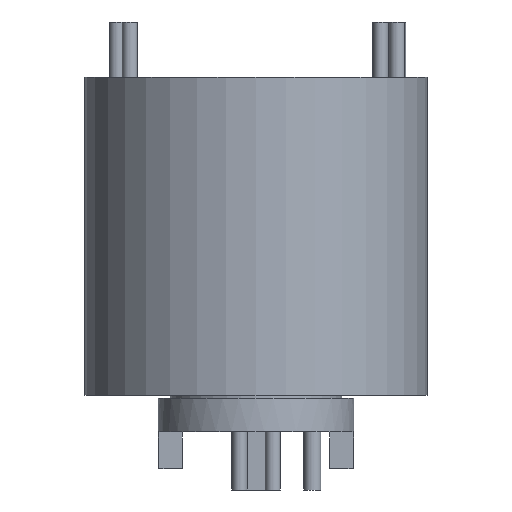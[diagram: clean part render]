
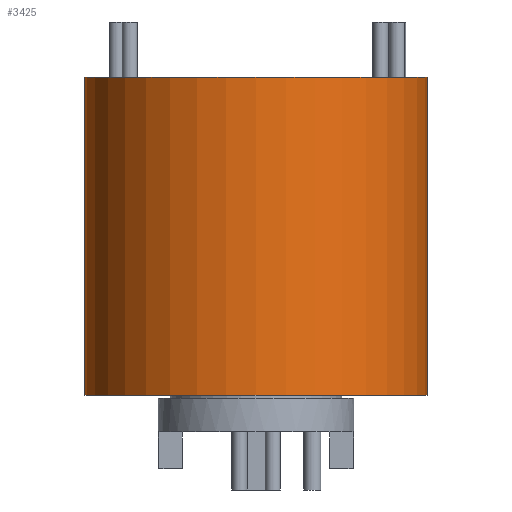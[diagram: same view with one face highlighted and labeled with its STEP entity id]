
A CAD part, front view. The second image highlights one B-rep face of the part: STEP entity #3425.
In plain terms, the highlighted cylindrical face has radius 28 mm (diameter 56 mm), a partial arc.
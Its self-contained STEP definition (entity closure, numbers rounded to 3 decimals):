
#78 = VERTEX_POINT ( 'NONE', #512 ) ;
#245 = DIRECTION ( 'NONE',  ( -1., 0., 0. ) ) ;
#299 = CYLINDRICAL_SURFACE ( 'NONE', #856, 28. ) ;
#352 = CARTESIAN_POINT ( 'NONE',  ( -28., 0., 58. ) ) ;
#512 = CARTESIAN_POINT ( 'NONE',  ( 28., 0., 6. ) ) ;
#622 = CIRCLE ( 'NONE', #2581, 28. ) ;
#762 = CARTESIAN_POINT ( 'NONE',  ( 28., 0., 58. ) ) ;
#796 = CARTESIAN_POINT ( 'NONE',  ( 28., 0., 58. ) ) ;
#856 = AXIS2_PLACEMENT_3D ( 'NONE', #1408, #3668, #245 ) ;
#1015 = VERTEX_POINT ( 'NONE', #762 ) ;
#1080 = CARTESIAN_POINT ( 'NONE',  ( 0., 0., 6. ) ) ;
#1089 = DIRECTION ( 'NONE',  ( 0., 0., -1. ) ) ;
#1120 = EDGE_LOOP ( 'NONE', ( #2741, #2917, #2415, #2979 ) ) ;
#1121 = EDGE_CURVE ( 'NONE', #1015, #78, #1976, .T. ) ;
#1157 = FACE_OUTER_BOUND ( 'NONE', #1120, .T. ) ;
#1208 = VECTOR ( 'NONE', #1089, 1000. ) ;
#1264 = CARTESIAN_POINT ( 'NONE',  ( 0., 0., 58. ) ) ;
#1357 = DIRECTION ( 'NONE',  ( -1., 0., 0. ) ) ;
#1408 = CARTESIAN_POINT ( 'NONE',  ( 0., 0., 58. ) ) ;
#1466 = CIRCLE ( 'NONE', #2120, 28. ) ;
#1542 = DIRECTION ( 'NONE',  ( -1., 0., 0. ) ) ;
#1570 = CARTESIAN_POINT ( 'NONE',  ( -28., 0., 58. ) ) ;
#1862 = DIRECTION ( 'NONE',  ( 0., 0., -1. ) ) ;
#1960 = VECTOR ( 'NONE', #1862, 1000. ) ;
#1976 = LINE ( 'NONE', #796, #1208 ) ;
#2034 = EDGE_CURVE ( 'NONE', #2686, #78, #1466, .T. ) ;
#2120 = AXIS2_PLACEMENT_3D ( 'NONE', #1080, #3069, #1357 ) ;
#2304 = VERTEX_POINT ( 'NONE', #352 ) ;
#2415 = ORIENTED_EDGE ( 'NONE', *, *, #3663, .T. ) ;
#2581 = AXIS2_PLACEMENT_3D ( 'NONE', #1264, #3250, #1542 ) ;
#2686 = VERTEX_POINT ( 'NONE', #3172 ) ;
#2741 = ORIENTED_EDGE ( 'NONE', *, *, #1121, .F. ) ;
#2917 = ORIENTED_EDGE ( 'NONE', *, *, #3556, .T. ) ;
#2979 = ORIENTED_EDGE ( 'NONE', *, *, #2034, .T. ) ;
#3069 = DIRECTION ( 'NONE',  ( 0., 0., 1. ) ) ;
#3172 = CARTESIAN_POINT ( 'NONE',  ( -28., 0., 6. ) ) ;
#3250 = DIRECTION ( 'NONE',  ( 0., 0., -1. ) ) ;
#3362 = LINE ( 'NONE', #1570, #1960 ) ;
#3425 = ADVANCED_FACE ( 'NONE', ( #1157 ), #299, .T. ) ;
#3556 = EDGE_CURVE ( 'NONE', #1015, #2304, #622, .T. ) ;
#3663 = EDGE_CURVE ( 'NONE', #2304, #2686, #3362, .T. ) ;
#3668 = DIRECTION ( 'NONE',  ( 0., 0., -1. ) ) ;
